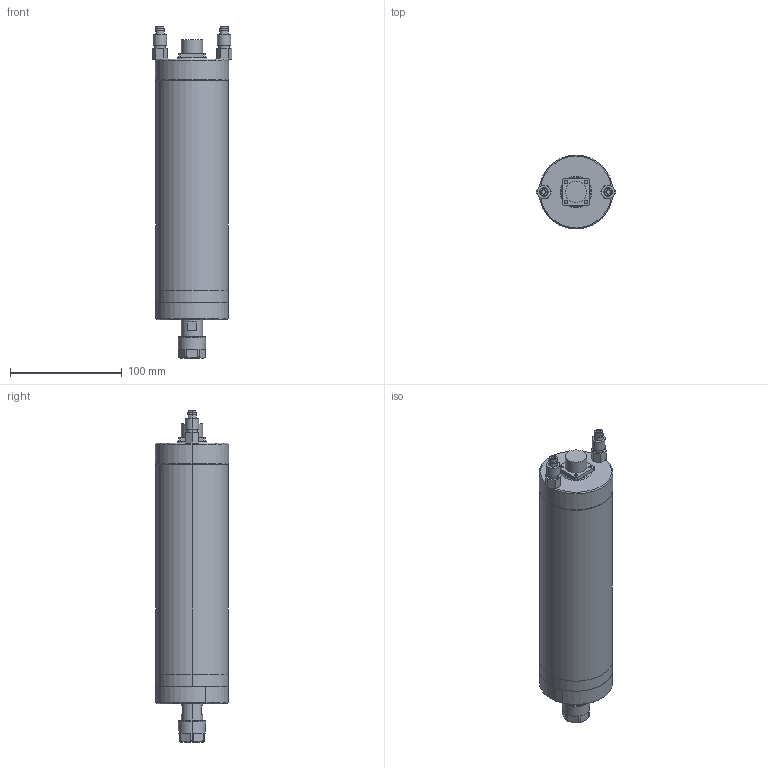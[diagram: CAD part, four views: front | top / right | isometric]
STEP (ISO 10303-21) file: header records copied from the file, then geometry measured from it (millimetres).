
FILE_DESCRIPTION (( 'STEP AP214' ), '1' );
FILE_NAME ('GDZ18B.STEP', '2021-04-30T01:16:39', ( '萇齟' ), ( '' ), 'SwSTEP 2.0', 'SolidWorks 2018', '' );
FILE_SCHEMA (( 'AUTOMOTIVE_DESIGN' ));
Length unit declared in the file: millimetre
Products named in the file (10): GDZ18B滅鳥欶; GDZ18B; ER16蹟簽; GDZ18B儂褲; GDZ18B粣創釱; GDZ18堤盄釱; 堤盄釱脣芛18x18M20; GDZ17阨郲; ER16粟俶芠標; GDZ18B粣芛
Assembly tree (10 placements, depth 2):
  GDZ18B
    GDZ18B儂褲
    ER16粟俶芠標
    ER16蹟簽
    GDZ17阨郲  x2
    GDZ18B滅鳥欶
    GDZ18B粣創釱
    GDZ18B粣芛
    GDZ18堤盄釱
    堤盄釱脣芛18x18M20
Bounding box: 71.36 x 66 x 296.7 mm (x, y, z)
Volume: 799006.6 mm3; surface area: 86586 mm2
Topology: 10 solids, 10 shells, 141 faces, 300 edges, 194 vertices
Faces by surface type: plane 67, cylinder 46, cone 20, torus 8
Entity records: 3846 total; most frequent: CARTESIAN_POINT 724, DIRECTION 636, ORIENTED_EDGE 500, AXIS2_PLACEMENT_3D 262, EDGE_CURVE 250, VERTEX_POINT 162, EDGE_LOOP 140, CIRCLE 132
